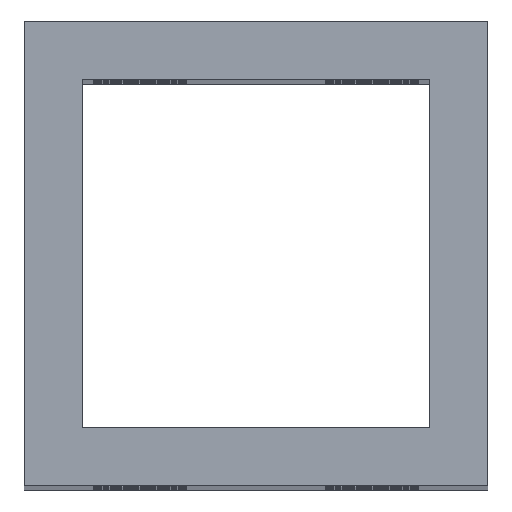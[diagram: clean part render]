
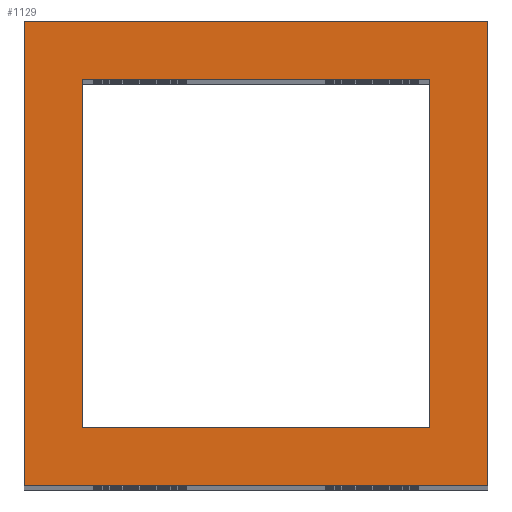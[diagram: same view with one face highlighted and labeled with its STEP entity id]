
A CAD part, top view. The second image highlights one B-rep face of the part: STEP entity #1129.
In plain terms, the highlighted planar face has unit normal (0, 0, 1).
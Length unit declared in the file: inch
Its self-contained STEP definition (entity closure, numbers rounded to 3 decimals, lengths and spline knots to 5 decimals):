
#6 = VERTEX_POINT ( 'NONE', #4490 ) ;
#132 = VERTEX_POINT ( 'NONE', #456 ) ;
#229 = EDGE_CURVE ( 'NONE', #1861, #6, #2709, .T. ) ;
#260 = CARTESIAN_POINT ( 'NONE',  ( 1., 0., 5. ) ) ;
#322 = ORIENTED_EDGE ( 'NONE', *, *, #1092, .F. ) ;
#385 = ORIENTED_EDGE ( 'NONE', *, *, #4448, .F. ) ;
#387 = ORIENTED_EDGE ( 'NONE', *, *, #3417, .F. ) ;
#423 = ORIENTED_EDGE ( 'NONE', *, *, #4455, .T. ) ;
#450 = VECTOR ( 'NONE', #4188, 39.37008 ) ;
#456 = CARTESIAN_POINT ( 'NONE',  ( 0.875, 0.875, 5. ) ) ;
#465 = DIRECTION ( 'NONE',  ( 0., 1., 0. ) ) ;
#509 = EDGE_CURVE ( 'NONE', #3158, #1861, #1654, .T. ) ;
#627 = EDGE_LOOP ( 'NONE', ( #2456, #3073, #423, #2683 ) ) ;
#636 = VECTOR ( 'NONE', #2340, 39.37008 ) ;
#699 = CARTESIAN_POINT ( 'NONE',  ( 0.125, 0.875, 5. ) ) ;
#746 = VERTEX_POINT ( 'NONE', #3612 ) ;
#841 = VECTOR ( 'NONE', #2697, 39.37008 ) ;
#846 = CARTESIAN_POINT ( 'NONE',  ( 0., 0., 5. ) ) ;
#859 = VERTEX_POINT ( 'NONE', #699 ) ;
#940 = PLANE ( 'NONE',  #3141 ) ;
#1092 = EDGE_CURVE ( 'NONE', #4151, #132, #3162, .T. ) ;
#1129 = ADVANCED_FACE ( 'NONE', ( #1708, #1316 ), #940, .F. ) ;
#1142 = LINE ( 'NONE', #1542, #2094 ) ;
#1316 = FACE_BOUND ( 'NONE', #4153, .T. ) ;
#1323 = LINE ( 'NONE', #4346, #4620 ) ;
#1446 = CARTESIAN_POINT ( 'NONE',  ( 0., 0., 5. ) ) ;
#1543 = VECTOR ( 'NONE', #4758, 39.37008 ) ;
#1542 = CARTESIAN_POINT ( 'NONE',  ( 1., 0., 5. ) ) ;
#1593 = CARTESIAN_POINT ( 'NONE',  ( 0.125, 0.125, 5. ) ) ;
#1613 = LINE ( 'NONE', #3469, #450 ) ;
#1650 = EDGE_CURVE ( 'NONE', #6, #2498, #2162, .T. ) ;
#1654 = LINE ( 'NONE', #3084, #4516 ) ;
#1708 = FACE_OUTER_BOUND ( 'NONE', #627, .T. ) ;
#1861 = VERTEX_POINT ( 'NONE', #4257 ) ;
#1917 = DIRECTION ( 'NONE',  ( -1., 0., 0. ) ) ;
#1928 = CARTESIAN_POINT ( 'NONE',  ( 1., 1., 5. ) ) ;
#2094 = VECTOR ( 'NONE', #465, 39.37008 ) ;
#2097 = CARTESIAN_POINT ( 'NONE',  ( 0., 0., 5. ) ) ;
#2156 = EDGE_CURVE ( 'NONE', #132, #859, #1613, .T. ) ;
#2162 = LINE ( 'NONE', #1446, #1543 ) ;
#2340 = DIRECTION ( 'NONE',  ( 0., -1., 0. ) ) ;
#2417 = CARTESIAN_POINT ( 'NONE',  ( 0.875, 0.875, 5. ) ) ;
#2435 = DIRECTION ( 'NONE',  ( 0., 0., -1. ) ) ;
#2441 = DIRECTION ( 'NONE',  ( 0., -1., 0. ) ) ;
#2456 = ORIENTED_EDGE ( 'NONE', *, *, #229, .T. ) ;
#2498 = VERTEX_POINT ( 'NONE', #260 ) ;
#2683 = ORIENTED_EDGE ( 'NONE', *, *, #509, .T. ) ;
#2697 = DIRECTION ( 'NONE',  ( 1., 0., 0. ) ) ;
#2709 = LINE ( 'NONE', #846, #636 ) ;
#3057 = VECTOR ( 'NONE', #3240, 39.37008 ) ;
#3073 = ORIENTED_EDGE ( 'NONE', *, *, #1650, .T. ) ;
#3084 = CARTESIAN_POINT ( 'NONE',  ( 0., 1., 5. ) ) ;
#3141 = AXIS2_PLACEMENT_3D ( 'NONE', #2097, #2435, #3218 ) ;
#3158 = VERTEX_POINT ( 'NONE', #1928 ) ;
#3162 = LINE ( 'NONE', #2417, #3057 ) ;
#3172 = ORIENTED_EDGE ( 'NONE', *, *, #2156, .F. ) ;
#3218 = DIRECTION ( 'NONE',  ( -1., 0., 0. ) ) ;
#3240 = DIRECTION ( 'NONE',  ( 0., 1., 0. ) ) ;
#3417 = EDGE_CURVE ( 'NONE', #859, #746, #1323, .T. ) ;
#3469 = CARTESIAN_POINT ( 'NONE',  ( 0.125, 0.875, 5. ) ) ;
#3612 = CARTESIAN_POINT ( 'NONE',  ( 0.125, 0.125, 5. ) ) ;
#3628 = CARTESIAN_POINT ( 'NONE',  ( 0.875, 0.125, 5. ) ) ;
#4151 = VERTEX_POINT ( 'NONE', #3628 ) ;
#4153 = EDGE_LOOP ( 'NONE', ( #387, #3172, #322, #385 ) ) ;
#4188 = DIRECTION ( 'NONE',  ( -1., 0., 0. ) ) ;
#4257 = CARTESIAN_POINT ( 'NONE',  ( 0., 1., 5. ) ) ;
#4346 = CARTESIAN_POINT ( 'NONE',  ( 0.125, 0.875, 5. ) ) ;
#4448 = EDGE_CURVE ( 'NONE', #746, #4151, #4573, .T. ) ;
#4455 = EDGE_CURVE ( 'NONE', #2498, #3158, #1142, .T. ) ;
#4490 = CARTESIAN_POINT ( 'NONE',  ( 0., 0., 5. ) ) ;
#4516 = VECTOR ( 'NONE', #1917, 39.37008 ) ;
#4573 = LINE ( 'NONE', #1593, #841 ) ;
#4620 = VECTOR ( 'NONE', #2441, 39.37008 ) ;
#4758 = DIRECTION ( 'NONE',  ( 1., 0., 0. ) ) ;
